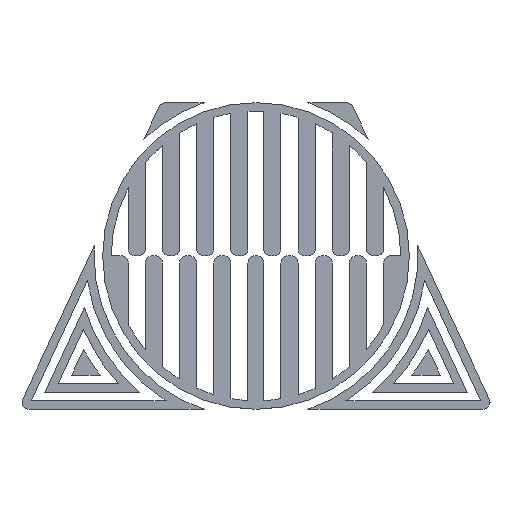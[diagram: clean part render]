
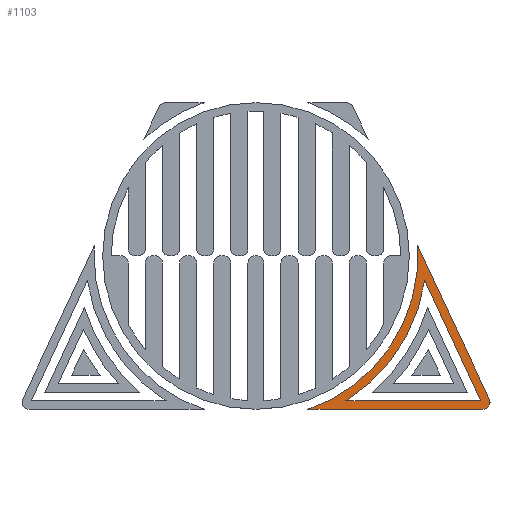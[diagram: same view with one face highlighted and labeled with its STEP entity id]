
A CAD part, top view. The second image highlights one B-rep face of the part: STEP entity #1103.
In plain terms, the highlighted planar face has unit normal (0, 0, 1).
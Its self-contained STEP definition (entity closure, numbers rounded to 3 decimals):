
#880=CARTESIAN_POINT('',(23.657,-16.759,8.4));
#881=VERTEX_POINT('',#880);
#888=CARTESIAN_POINT('',(12.617,-33.602,8.4));
#889=VERTEX_POINT('',#888);
#890=CARTESIAN_POINT('',(0.,-13.292,8.4));
#891=DIRECTION('',(0.,0.,1.));
#892=DIRECTION('',(1.,0.,-0.));
#893=AXIS2_PLACEMENT_3D('',#890,#891,#892);
#894=CIRCLE('',#893,23.91);
#895=EDGE_CURVE('',#889,#881,#894,.T.);
#919=CARTESIAN_POINT('',(31.511,-33.602,8.4));
#920=VERTEX_POINT('',#919);
#927=CARTESIAN_POINT('',(23.657,-16.759,8.4));
#928=DIRECTION('',(0.423,-0.906,0.));
#929=VECTOR('',#928,18.584);
#930=LINE('',#927,#929);
#931=EDGE_CURVE('',#881,#920,#930,.T.);
#952=CARTESIAN_POINT('',(31.825,-34.802,8.4));
#953=VERTEX_POINT('',#952);
#960=CARTESIAN_POINT('',(7.284,-34.802,8.4));
#961=VERTEX_POINT('',#960);
#962=CARTESIAN_POINT('',(31.825,-34.802,8.4));
#963=DIRECTION('',(-1.,0.,0.));
#964=VECTOR('',#963,24.541);
#965=LINE('',#962,#964);
#966=EDGE_CURVE('',#953,#961,#965,.T.);
#991=CARTESIAN_POINT('',(32.731,-33.379,8.4));
#992=VERTEX_POINT('',#991);
#999=CARTESIAN_POINT('',(31.825,-33.802,8.4));
#1000=DIRECTION('',(0.,0.,1.));
#1001=DIRECTION('',(1.,0.,-0.));
#1002=AXIS2_PLACEMENT_3D('',#999,#1000,#1001);
#1003=CIRCLE('',#1002,1.);
#1004=EDGE_CURVE('',#953,#992,#1003,.T.);
#1023=CARTESIAN_POINT('',(22.66,-11.78,8.4));
#1024=VERTEX_POINT('',#1023);
#1031=CARTESIAN_POINT('',(22.66,-11.78,8.4));
#1032=DIRECTION('',(0.423,-0.906,0.));
#1033=VECTOR('',#1032,23.832);
#1034=LINE('',#1031,#1033);
#1035=EDGE_CURVE('',#1024,#992,#1034,.T.);
#1054=CARTESIAN_POINT('',(0.,-13.292,8.4));
#1055=DIRECTION('',(0.,0.,1.));
#1056=DIRECTION('',(1.,0.,-0.));
#1057=AXIS2_PLACEMENT_3D('',#1054,#1055,#1056);
#1058=CIRCLE('',#1057,22.71);
#1059=EDGE_CURVE('',#961,#1024,#1058,.T.);
#1077=CARTESIAN_POINT('',(31.511,-33.602,8.4));
#1078=DIRECTION('',(-1.,0.,0.));
#1079=VECTOR('',#1078,18.894);
#1080=LINE('',#1077,#1079);
#1081=EDGE_CURVE('',#920,#889,#1080,.T.);
#1087=CARTESIAN_POINT('',(0.,0.,8.4));
#1088=DIRECTION('',(0.,0.,1.));
#1089=DIRECTION('',(1.,0.,0.));
#1090=AXIS2_PLACEMENT_3D('',#1087,#1088,#1089);
#1091=PLANE('',#1090);
#1092=ORIENTED_EDGE('',*,*,#966,.F.);
#1093=ORIENTED_EDGE('',*,*,#1004,.T.);
#1094=ORIENTED_EDGE('',*,*,#1035,.F.);
#1095=ORIENTED_EDGE('',*,*,#1059,.F.);
#1096=EDGE_LOOP('',(#1092,#1093,#1094,#1095));
#1097=FACE_BOUND('',#1096,.T.);
#1098=ORIENTED_EDGE('',*,*,#895,.T.);
#1099=ORIENTED_EDGE('',*,*,#931,.T.);
#1100=ORIENTED_EDGE('',*,*,#1081,.T.);
#1101=EDGE_LOOP('',(#1098,#1099,#1100));
#1102=FACE_BOUND('',#1101,.T.);
#1103=ADVANCED_FACE('',(#1097,#1102),#1091,.T.);
